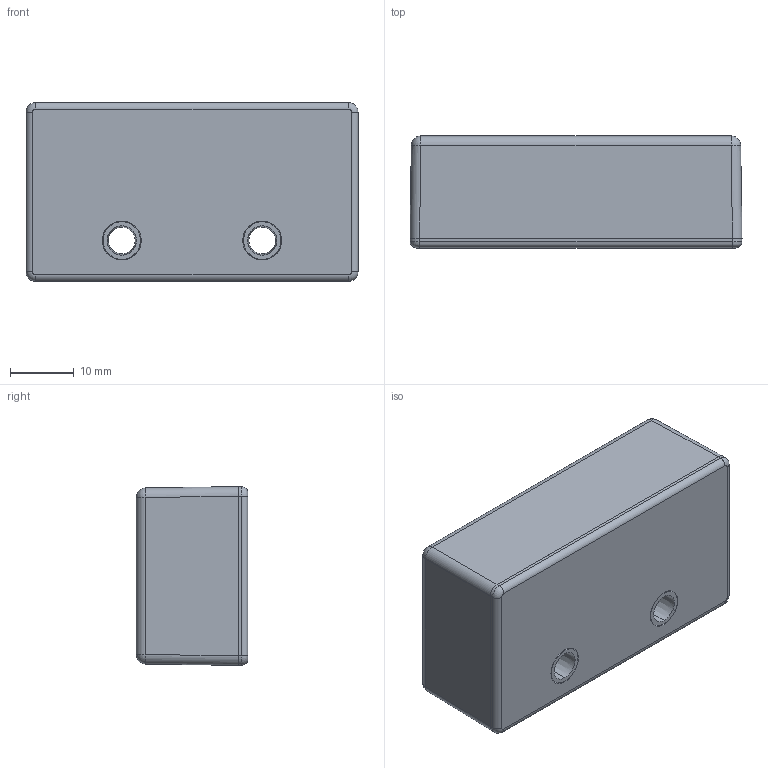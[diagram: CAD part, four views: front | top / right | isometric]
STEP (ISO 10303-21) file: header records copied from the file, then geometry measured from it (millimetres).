
FILE_DESCRIPTION (( 'STEP AP214' ), '1' );
FILE_NAME ('RDNK - Orange ABS actuator.STEP', '2018-02-01T11:26:09', ( '' ), ( '' ), 'SwSTEP 2.0', 'SolidWorks 2013', '' );
FILE_SCHEMA (( 'AUTOMOTIVE_DESIGN' ));
Length unit declared in the file: millimetre
Products named in the file (3): 364.780 (RDNK Lid Orange); 364.781 (RDNK Act Orange); RDNK - Orange ABS actuator
Assembly tree (2 placements, depth 2):
  RDNK - Orange ABS actuator
    364.781 (RDNK Act Orange)
    364.780 (RDNK Lid Orange)
Bounding box: 52 x 17.5 x 28 mm (x, y, z)
Volume: 8134.9 mm3; surface area: 11855.3 mm2
Topology: 2 solids, 2 shells, 93 faces, 220 edges, 136 vertices
Faces by surface type: plane 45, cylinder 32, cone 8, sphere 4, torus 4
Entity records: 3325 total; most frequent: CARTESIAN_POINT 486, DIRECTION 480, ORIENTED_EDGE 432, EDGE_CURVE 216, AXIS2_PLACEMENT_3D 178, VERTEX_POINT 136, VECTOR 124, LINE 124
